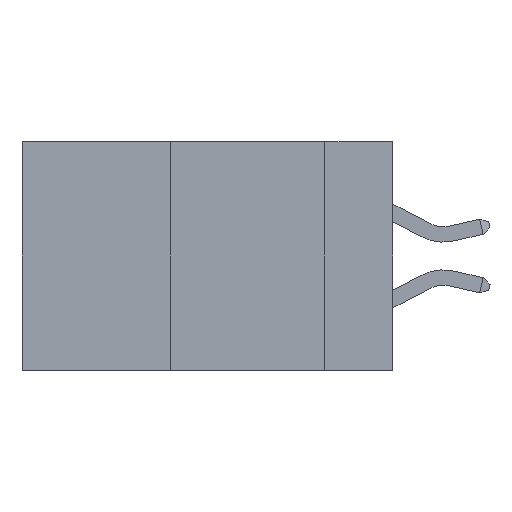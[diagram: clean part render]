
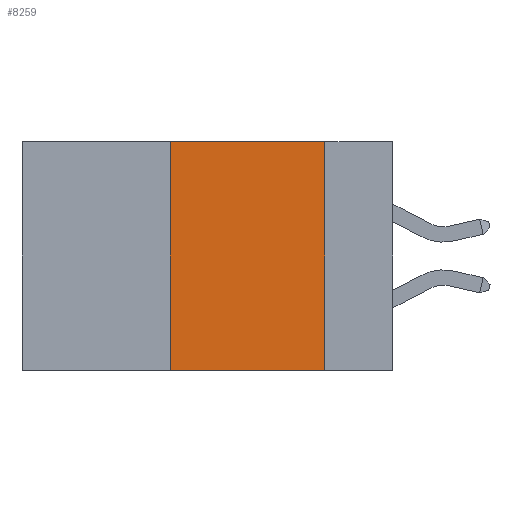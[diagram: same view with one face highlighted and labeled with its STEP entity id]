
A CAD part, left-side view. The second image highlights one B-rep face of the part: STEP entity #8259.
In plain terms, the highlighted planar face has unit normal (-1, 0, 0).
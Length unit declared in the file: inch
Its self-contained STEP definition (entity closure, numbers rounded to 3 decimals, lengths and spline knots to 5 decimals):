
#2471 = CARTESIAN_POINT ( 'NONE',  ( 0., 0.11, 0. ) ) ;
#2616 = DIRECTION ( 'NONE',  ( 0., -1., 0. ) ) ;
#2896 = CARTESIAN_POINT ( 'NONE',  ( 0., 0.6, 0. ) ) ;
#4214 = CARTESIAN_POINT ( 'NONE',  ( 0., 0.6, -0.37 ) ) ;
#5430 = AXIS2_PLACEMENT_3D ( 'NONE', #11627, #21618, #28698 ) ;
#5433 = EDGE_LOOP ( 'NONE', ( #29885, #7006, #33419, #42048 ) ) ;
#5488 = PLANE ( 'NONE',  #5430 ) ;
#5978 = VERTEX_POINT ( 'NONE', #36115 ) ;
#7006 = ORIENTED_EDGE ( 'NONE', *, *, #11291, .F. ) ;
#7419 = VECTOR ( 'NONE', #2616, 39.37008 ) ;
#8259 = ADVANCED_FACE ( 'NONE', ( #26996 ), #5488, .F. ) ;
#10309 = DIRECTION ( 'NONE',  ( 0., 0., -1. ) ) ;
#11068 = DIRECTION ( 'NONE',  ( 0., -1., 0. ) ) ;
#11123 = CARTESIAN_POINT ( 'NONE',  ( 0., 0.36, 0. ) ) ;
#11291 = EDGE_CURVE ( 'NONE', #5978, #32057, #34915, .T. ) ;
#11334 = EDGE_CURVE ( 'NONE', #32057, #13646, #25932, .T. ) ;
#11627 = CARTESIAN_POINT ( 'NONE',  ( 0., 0.6, 0. ) ) ;
#12231 = VERTEX_POINT ( 'NONE', #12370 ) ;
#12370 = CARTESIAN_POINT ( 'NONE',  ( 0., 0.36, -0.37 ) ) ;
#13646 = VERTEX_POINT ( 'NONE', #19376 ) ;
#16123 = LINE ( 'NONE', #11123, #24408 ) ;
#19376 = CARTESIAN_POINT ( 'NONE',  ( 0., 0.11, -0.37 ) ) ;
#20554 = DIRECTION ( 'NONE',  ( 0., 0., 1. ) ) ;
#21618 = DIRECTION ( 'NONE',  ( 1., 0., 0. ) ) ;
#24244 = LINE ( 'NONE', #4214, #28895 ) ;
#24408 = VECTOR ( 'NONE', #20554, 39.37008 ) ;
#25670 = EDGE_CURVE ( 'NONE', #12231, #5978, #16123, .T. ) ;
#25932 = LINE ( 'NONE', #33768, #32612 ) ;
#26996 = FACE_OUTER_BOUND ( 'NONE', #5433, .T. ) ;
#28698 = DIRECTION ( 'NONE',  ( 0., 0., -1. ) ) ;
#28895 = VECTOR ( 'NONE', #11068, 39.37008 ) ;
#29885 = ORIENTED_EDGE ( 'NONE', *, *, #11334, .F. ) ;
#32057 = VERTEX_POINT ( 'NONE', #2471 ) ;
#32612 = VECTOR ( 'NONE', #10309, 39.37008 ) ;
#33419 = ORIENTED_EDGE ( 'NONE', *, *, #25670, .F. ) ;
#33768 = CARTESIAN_POINT ( 'NONE',  ( 0., 0.11, 0. ) ) ;
#34915 = LINE ( 'NONE', #2896, #7419 ) ;
#36115 = CARTESIAN_POINT ( 'NONE',  ( 0., 0.36, 0. ) ) ;
#38487 = EDGE_CURVE ( 'NONE', #12231, #13646, #24244, .T. ) ;
#42048 = ORIENTED_EDGE ( 'NONE', *, *, #38487, .T. ) ;
